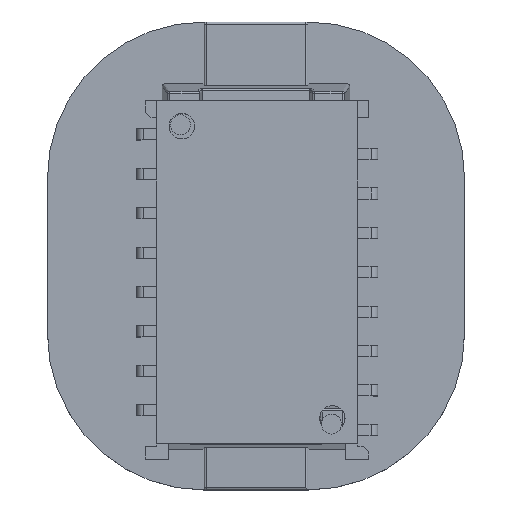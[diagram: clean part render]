
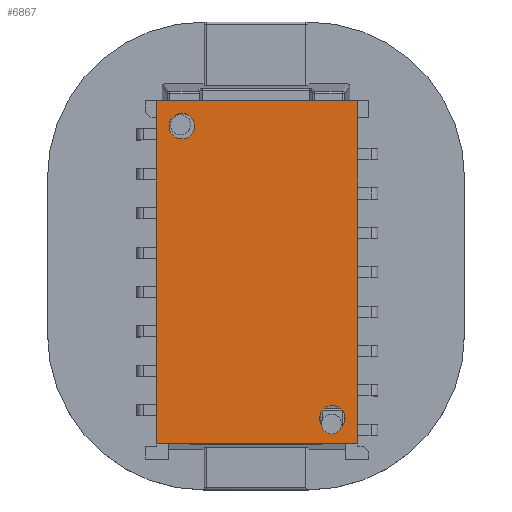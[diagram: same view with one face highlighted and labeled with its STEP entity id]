
A CAD part, top view. The second image highlights one B-rep face of the part: STEP entity #6867.
In plain terms, the highlighted planar face has unit normal (0, 0, 1).
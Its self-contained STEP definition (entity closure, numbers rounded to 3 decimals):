
#6598 = VERTEX_POINT('',#6599);
#6599 = CARTESIAN_POINT('',(0.8,-13.98,2.435));
#6605 = EDGE_CURVE('',#6598,#6606,#6608,.T.);
#6606 = VERTEX_POINT('',#6607);
#6607 = CARTESIAN_POINT('',(0.8,1.52,2.435));
#6608 = LINE('',#6609,#6610);
#6609 = CARTESIAN_POINT('',(0.8,-13.98,2.435));
#6610 = VECTOR('',#6611,1.);
#6611 = DIRECTION('',(0.,1.,0.));
#6636 = VERTEX_POINT('',#6637);
#6637 = CARTESIAN_POINT('',(9.9,-13.98,2.435));
#6643 = EDGE_CURVE('',#6636,#6598,#6644,.T.);
#6644 = LINE('',#6645,#6646);
#6645 = CARTESIAN_POINT('',(9.9,-13.98,2.435));
#6646 = VECTOR('',#6647,1.);
#6647 = DIRECTION('',(-1.,0.,0.));
#6727 = VERTEX_POINT('',#6728);
#6728 = CARTESIAN_POINT('',(9.9,1.52,2.435));
#6734 = EDGE_CURVE('',#6727,#6636,#6735,.T.);
#6735 = LINE('',#6736,#6737);
#6736 = CARTESIAN_POINT('',(9.9,1.52,2.435));
#6737 = VECTOR('',#6738,1.);
#6738 = DIRECTION('',(0.,-1.,0.));
#6770 = EDGE_CURVE('',#6606,#6727,#6771,.T.);
#6771 = LINE('',#6772,#6773);
#6772 = CARTESIAN_POINT('',(0.8,1.52,2.435));
#6773 = VECTOR('',#6774,1.);
#6774 = DIRECTION('',(1.,0.,0.));
#6867 = ADVANCED_FACE('',(#6868,#6874,#6885),#6896,.F.);
#6868 = FACE_BOUND('',#6869,.F.);
#6869 = EDGE_LOOP('',(#6870,#6871,#6872,#6873));
#6870 = ORIENTED_EDGE('',*,*,#6770,.T.);
#6871 = ORIENTED_EDGE('',*,*,#6734,.T.);
#6872 = ORIENTED_EDGE('',*,*,#6643,.T.);
#6873 = ORIENTED_EDGE('',*,*,#6605,.T.);
#6874 = FACE_BOUND('',#6875,.F.);
#6875 = EDGE_LOOP('',(#6876));
#6876 = ORIENTED_EDGE('',*,*,#6877,.T.);
#6877 = EDGE_CURVE('',#6878,#6878,#6880,.T.);
#6878 = VERTEX_POINT('',#6879);
#6879 = CARTESIAN_POINT('',(9.325,-12.83,2.435));
#6880 = CIRCLE('',#6881,0.575);
#6881 = AXIS2_PLACEMENT_3D('',#6882,#6883,#6884);
#6882 = CARTESIAN_POINT('',(8.75,-12.83,2.435));
#6883 = DIRECTION('',(0.,0.,1.));
#6884 = DIRECTION('',(1.,0.,-0.));
#6885 = FACE_BOUND('',#6886,.F.);
#6886 = EDGE_LOOP('',(#6887));
#6887 = ORIENTED_EDGE('',*,*,#6888,.T.);
#6888 = EDGE_CURVE('',#6889,#6889,#6891,.T.);
#6889 = VERTEX_POINT('',#6890);
#6890 = CARTESIAN_POINT('',(2.525,0.37,2.435));
#6891 = CIRCLE('',#6892,0.575);
#6892 = AXIS2_PLACEMENT_3D('',#6893,#6894,#6895);
#6893 = CARTESIAN_POINT('',(1.95,0.37,2.435));
#6894 = DIRECTION('',(0.,0.,1.));
#6895 = DIRECTION('',(1.,0.,-0.));
#6896 = PLANE('',#6897);
#6897 = AXIS2_PLACEMENT_3D('',#6898,#6899,#6900);
#6898 = CARTESIAN_POINT('',(5.35,-6.23,2.435));
#6899 = DIRECTION('',(0.,0.,-1.));
#6900 = DIRECTION('',(-1.,0.,0.));
